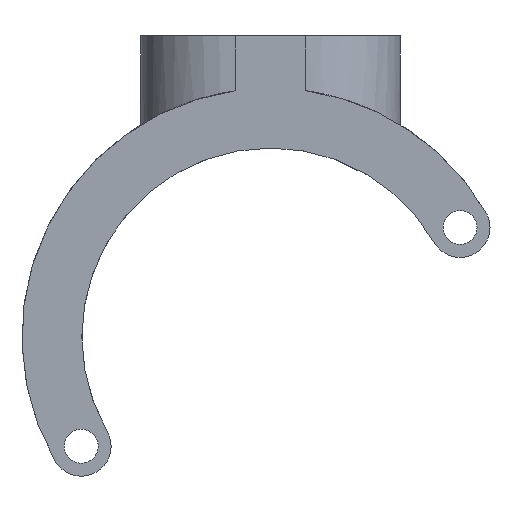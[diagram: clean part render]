
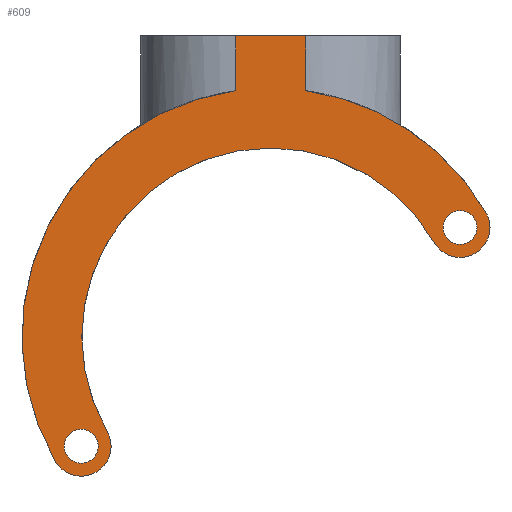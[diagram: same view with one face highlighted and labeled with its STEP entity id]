
A CAD part, left-side view. The second image highlights one B-rep face of the part: STEP entity #609.
In plain terms, the highlighted planar face has unit normal (-1, 0, 0).
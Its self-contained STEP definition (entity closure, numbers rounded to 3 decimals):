
#27=FACE_BOUND('',#111,.T.);
#28=FACE_BOUND('',#112,.T.);
#40=PLANE('',#693);
#69=FACE_OUTER_BOUND('',#110,.T.);
#110=EDGE_LOOP('',(#544,#545,#546,#547,#548,#549,#550,#551));
#111=EDGE_LOOP('',(#552));
#112=EDGE_LOOP('',(#553));
#124=LINE('',#901,#163);
#128=LINE('',#910,#167);
#133=LINE('',#956,#172);
#163=VECTOR('',#705,10.);
#167=VECTOR('',#713,10.);
#172=VECTOR('',#750,10.);
#233=CIRCLE('',#679,3.);
#234=CIRCLE('',#682,24.92);
#235=CIRCLE('',#684,24.92);
#236=CIRCLE('',#687,3.);
#237=CIRCLE('',#690,18.92);
#238=CIRCLE('',#694,1.7);
#239=CIRCLE('',#695,1.7);
#240=VERTEX_POINT('',#885);
#243=VERTEX_POINT('',#890);
#246=VERTEX_POINT('',#909);
#261=VERTEX_POINT('',#955);
#292=VERTEX_POINT('',#1124);
#293=VERTEX_POINT('',#1126);
#294=VERTEX_POINT('',#1135);
#295=VERTEX_POINT('',#1141);
#296=VERTEX_POINT('',#1153);
#297=VERTEX_POINT('',#1155);
#301=EDGE_CURVE('',#243,#240,#124,.T.);
#305=EDGE_CURVE('',#246,#240,#128,.T.);
#324=EDGE_CURVE('',#246,#261,#133,.T.);
#368=EDGE_CURVE('',#293,#292,#233,.T.);
#372=EDGE_CURVE('',#243,#293,#234,.T.);
#373=EDGE_CURVE('',#294,#261,#235,.T.);
#376=EDGE_CURVE('',#295,#294,#236,.T.);
#379=EDGE_CURVE('',#292,#295,#237,.T.);
#382=EDGE_CURVE('',#296,#296,#238,.T.);
#383=EDGE_CURVE('',#297,#297,#239,.T.);
#544=ORIENTED_EDGE('',*,*,#372,.T.);
#545=ORIENTED_EDGE('',*,*,#368,.T.);
#546=ORIENTED_EDGE('',*,*,#379,.T.);
#547=ORIENTED_EDGE('',*,*,#376,.T.);
#548=ORIENTED_EDGE('',*,*,#373,.T.);
#549=ORIENTED_EDGE('',*,*,#324,.F.);
#550=ORIENTED_EDGE('',*,*,#305,.T.);
#551=ORIENTED_EDGE('',*,*,#301,.F.);
#552=ORIENTED_EDGE('',*,*,#382,.T.);
#553=ORIENTED_EDGE('',*,*,#383,.T.);
#609=ADVANCED_FACE('',(#69,#27,#28),#40,.F.);
#679=AXIS2_PLACEMENT_3D('',#1127,#834,#835);
#682=AXIS2_PLACEMENT_3D('',#1133,#843,#844);
#684=AXIS2_PLACEMENT_3D('',#1136,#847,#848);
#687=AXIS2_PLACEMENT_3D('',#1142,#855,#856);
#690=AXIS2_PLACEMENT_3D('',#1147,#863,#864);
#693=AXIS2_PLACEMENT_3D('',#1152,#871,#872);
#694=AXIS2_PLACEMENT_3D('',#1154,#873,#874);
#695=AXIS2_PLACEMENT_3D('',#1156,#875,#876);
#705=DIRECTION('',(0.,0.,1.));
#713=DIRECTION('',(0.,1.,0.));
#750=DIRECTION('',(0.,0.,-1.));
#834=DIRECTION('center_axis',(-1.,0.,0.));
#835=DIRECTION('ref_axis',(0.,-0.866,0.5));
#843=DIRECTION('center_axis',(-1.,0.,0.));
#844=DIRECTION('ref_axis',(0.,0.866,-0.5));
#847=DIRECTION('center_axis',(-1.,0.,0.));
#848=DIRECTION('ref_axis',(0.,0.866,-0.5));
#855=DIRECTION('center_axis',(-1.,0.,0.));
#856=DIRECTION('ref_axis',(0.,-0.866,0.5));
#863=DIRECTION('center_axis',(1.,0.,0.));
#864=DIRECTION('ref_axis',(0.,0.866,-0.5));
#871=DIRECTION('center_axis',(1.,0.,0.));
#872=DIRECTION('ref_axis',(0.,1.,0.));
#873=DIRECTION('center_axis',(1.,0.,0.));
#874=DIRECTION('ref_axis',(0.,1.,0.));
#875=DIRECTION('center_axis',(1.,0.,0.));
#876=DIRECTION('ref_axis',(0.,1.,0.));
#885=CARTESIAN_POINT('',(-13.5,3.5,30.169));
#890=CARTESIAN_POINT('',(-13.5,3.5,24.673));
#901=CARTESIAN_POINT('',(-13.5,3.5,5.15));
#909=CARTESIAN_POINT('',(-13.5,-3.5,30.169));
#910=CARTESIAN_POINT('',(-13.5,13.,30.169));
#955=CARTESIAN_POINT('',(-13.5,-3.5,24.673));
#956=CARTESIAN_POINT('',(-13.5,-3.5,9.605));
#1124=CARTESIAN_POINT('',(-13.5,16.385,-9.46));
#1126=CARTESIAN_POINT('',(-13.5,21.581,-12.46));
#1127=CARTESIAN_POINT('Origin',(-13.5,18.983,-10.96));
#1133=CARTESIAN_POINT('Origin',(-13.5,0.,0.));
#1135=CARTESIAN_POINT('',(-13.5,-21.581,12.46));
#1136=CARTESIAN_POINT('Origin',(-13.5,0.,0.));
#1141=CARTESIAN_POINT('',(-13.5,-16.385,9.46));
#1142=CARTESIAN_POINT('Origin',(-13.5,-18.983,10.96));
#1147=CARTESIAN_POINT('Origin',(-13.5,0.,0.));
#1152=CARTESIAN_POINT('Origin',(-13.5,18.983,-10.96));
#1153=CARTESIAN_POINT('',(-13.5,-20.683,10.96));
#1154=CARTESIAN_POINT('Origin',(-13.5,-18.983,10.96));
#1155=CARTESIAN_POINT('',(-13.5,17.283,-10.96));
#1156=CARTESIAN_POINT('Origin',(-13.5,18.983,-10.96));
